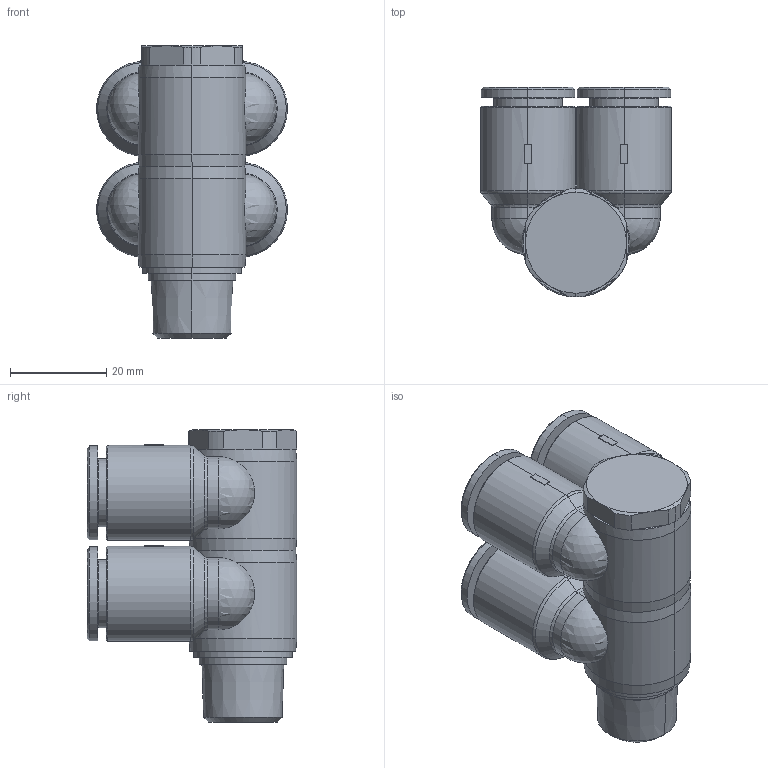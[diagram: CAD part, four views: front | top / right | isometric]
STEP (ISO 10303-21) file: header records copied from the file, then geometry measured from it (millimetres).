
FILE_DESCRIPTION((''),'2;1');
FILE_NAME('GPA_1203(2)(3D).stp','2012-12-17T14:29:20',(''),(''),'Mechanical Desktop.R8.0.24.0','Mechanical Desktop.R8.0.24.0',', , ');
FILE_SCHEMA(('CONFIG_CONTROL_DESIGN'));
Length unit declared in the file: millimetre
Products named in the file (2): GPA_1203(2)(3D); 睡ヶ1
Assembly tree (1 placements, depth 2):
  GPA_1203(2)(3D)
    睡ヶ1
Bounding box: 39.7 x 43.65 x 60.8 mm (x, y, z)
Volume: 39531.3 mm3; surface area: 16615 mm2
Topology: 1 solids, 1 shells, 1585 faces, 4486 edges, 2949 vertices
Faces by surface type: plane 1393, cylinder 70, cone 70, bspline 32, torus 12, sphere 8
Entity records: 51431 total; most frequent: CARTESIAN_POINT 10372, ORIENTED_EDGE 8952, DIRECTION 7750, EDGE_CURVE 4476, VECTOR 4088, LINE 4088, VERTEX_POINT 2949, AXIS2_PLACEMENT_3D 1831
